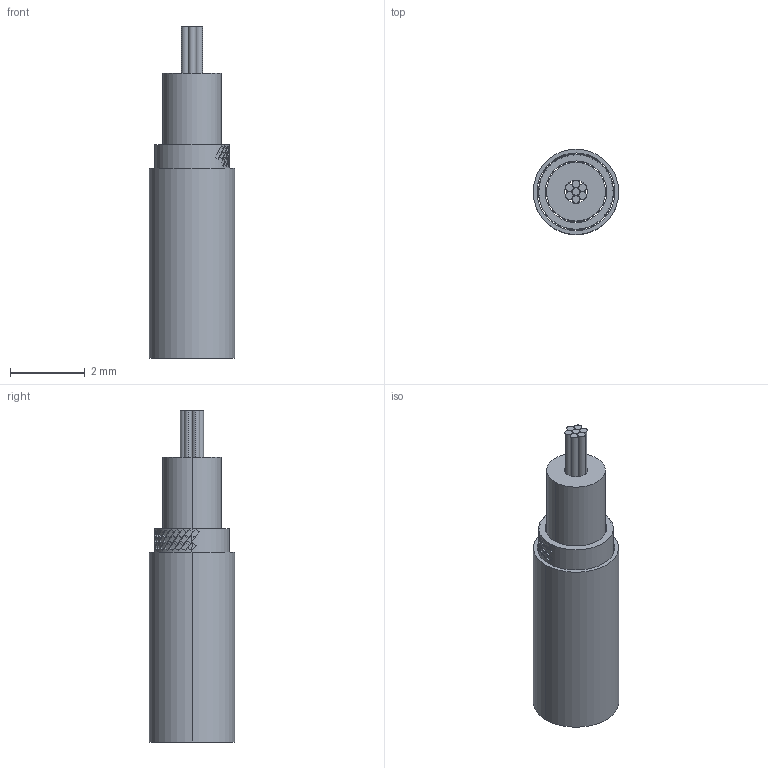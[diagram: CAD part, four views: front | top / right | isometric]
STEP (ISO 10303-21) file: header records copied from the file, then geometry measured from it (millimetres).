
FILE_DESCRIPTION (( 'STEP AP203' ), '1' );
FILE_NAME ('A2236-5-WR.STEP', '2013-11-19T12:28:45', ( '' ), ( '' ), 'SwSTEP 2.0', 'SolidWorks 2012', '' );
FILE_SCHEMA (( 'CONFIG_CONTROL_DESIGN' ));
Length unit declared in the file: inch
Products named in the file (1): A2236-5-WR
Bounding box: 2.29 x 2.29 x 8.89 mm (x, y, z)
Volume: 23.9 mm3; surface area: 236 mm2
Topology: 10 solids, 10 shells, 390 faces, 930 edges, 620 vertices
Faces by surface type: bspline 272, cylinder 98, plane 20
Entity records: 12543 total; most frequent: CARTESIAN_POINT 5821, ORIENTED_EDGE 1860, EDGE_CURVE 930, B_SPLINE_CURVE_WITH_KNOTS 840, VERTEX_POINT 620, EDGE_LOOP 456, FACE_OUTER_BOUND 390, ADVANCED_FACE 390
